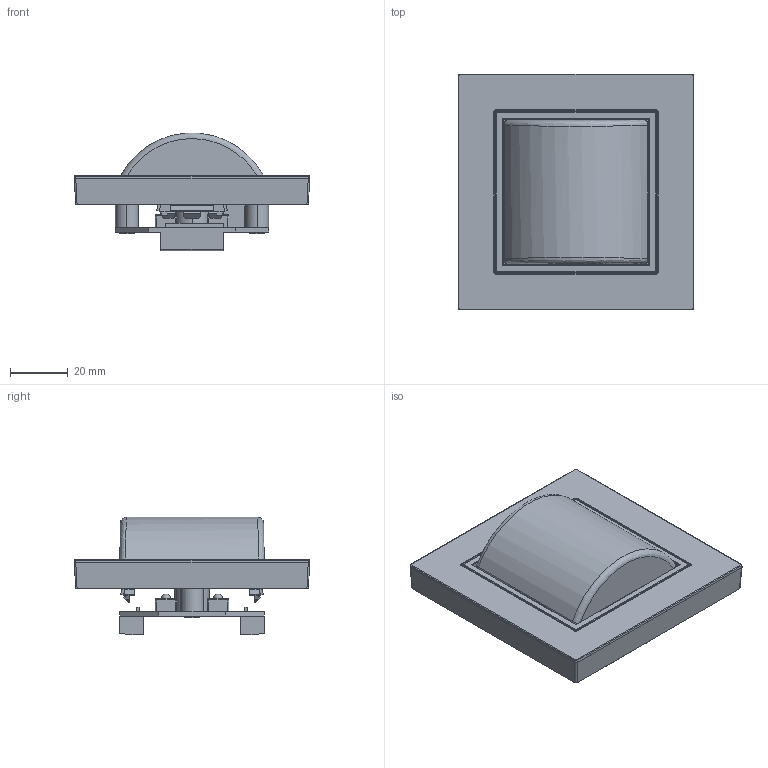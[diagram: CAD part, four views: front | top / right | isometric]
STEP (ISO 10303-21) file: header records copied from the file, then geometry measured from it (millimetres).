
FILE_DESCRIPTION((''),'2;1');
FILE_NAME('WAF6084WG_ASM','2025-03-19T08:23:56',('andolfs'),(''),'CREO PARAMETRIC BY PTC INC, 2023154','CREO PARAMETRIC BY PTC INC, 2023154','');
FILE_SCHEMA(('CONFIG_CONTROL_DESIGN','SHAPE_APPEARANCE_LAYERS_GROUPS'));
Length unit declared in the file: millimetre
Products named in the file (9): W4G0299_18; W1A2155_80; W1A2235_GEN; RUFMODUL_BEH_WC_1000003115_PAE_000_AA; 91XXX-XXXUPEI_10000001_ASM; ZENTRALSTUECK_1000003112_PAE_000_AA; TRENNWAND_1000003113_PAE_000_AA; BGZST-TW_1000003110001_ASM; WAF6084WG_ASM
Assembly tree (10 placements, depth 3):
  WAF6084WG_ASM
    W4G0299_18
    W1A2155_80
    W1A2235_GEN
    91XXX-XXXUPEI_10000001_ASM
      RUFMODUL_BEH_WC_1000003115_PAE_000_AA
    BGZST-TW_1000003110001_ASM
      ZENTRALSTUECK_1000003112_PAE_000_AA
      TRENNWAND_1000003113_PAE_000_AA  x3
Bounding box: 81.5 x 81.5 x 40.7 mm (x, y, z)
Volume: 40660 mm3; surface area: 50248.6 mm2
Topology: 7 solids, 7 shells, 4820 faces, 13173 edges, 8582 vertices
Faces by surface type: plane 2899, extrusion 782, cylinder 717, bspline 284, sphere 60, torus 44, cone 28, revolution 6
Entity records: 192309 total; most frequent: CARTESIAN_POINT 57497, ORIENTED_EDGE 23138, DIRECTION 17735, EDGE_CURVE 11569, PRESENTATION_STYLE_ASSIGNMENT 9185, STYLED_ITEM 9185, VECTOR 8677, CURVE_STYLE 8179
